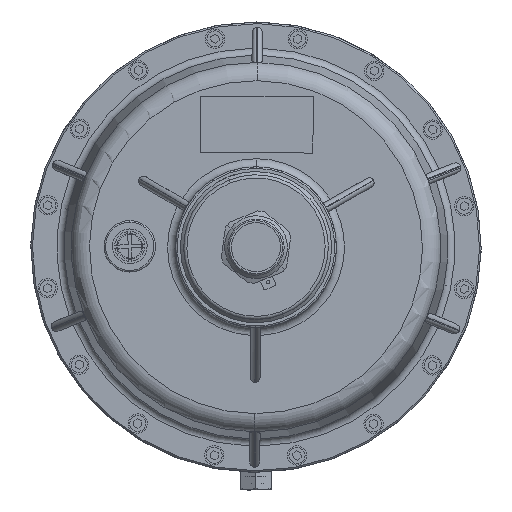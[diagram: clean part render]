
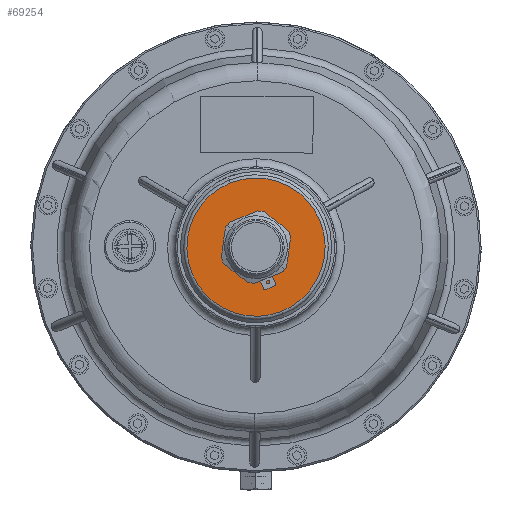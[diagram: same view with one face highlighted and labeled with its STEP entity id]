
A CAD part, front view. The second image highlights one B-rep face of the part: STEP entity #69254.
In plain terms, the highlighted planar face has unit normal (0, -1, 0).
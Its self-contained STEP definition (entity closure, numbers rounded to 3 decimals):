
#1999 = CARTESIAN_POINT ( 'NONE',  ( -45.591, -196.528, 532.035 ) ) ;
#3729 = DIRECTION ( 'NONE',  ( -0.37, 0., 0.929 ) ) ;
#4562 = CIRCLE ( 'NONE', #62772, 43. ) ;
#9383 = AXIS2_PLACEMENT_3D ( 'NONE', #99538, #29517, #53671 ) ;
#10990 = CARTESIAN_POINT ( 'NONE',  ( -39.52, -196.528, 516.8 ) ) ;
#11332 = CARTESIAN_POINT ( 'NONE',  ( -39.52, -196.528, 516.8 ) ) ;
#12852 = CARTESIAN_POINT ( 'NONE',  ( -33.448, -196.528, 501.565 ) ) ;
#14039 = EDGE_LOOP ( 'NONE', ( #74305, #97005 ) ) ;
#15639 = AXIS2_PLACEMENT_3D ( 'NONE', #10990, #88514, #65589 ) ;
#15908 = VERTEX_POINT ( 'NONE', #12852 ) ;
#19729 = FACE_OUTER_BOUND ( 'NONE', #30125, .T. ) ;
#20892 = FACE_BOUND ( 'NONE', #14039, .T. ) ;
#23148 = AXIS2_PLACEMENT_3D ( 'NONE', #41762, #26111, #63959 ) ;
#24685 = CARTESIAN_POINT ( 'NONE',  ( -39.52, -196.528, 516.8 ) ) ;
#26111 = DIRECTION ( 'NONE',  ( 0., -1., 0. ) ) ;
#29517 = DIRECTION ( 'NONE',  ( 0., -1., 0. ) ) ;
#30081 = VERTEX_POINT ( 'NONE', #30364 ) ;
#30125 = EDGE_LOOP ( 'NONE', ( #69017, #100113 ) ) ;
#30364 = CARTESIAN_POINT ( 'NONE',  ( -23.601, -196.528, 476.855 ) ) ;
#37904 = CIRCLE ( 'NONE', #23148, 43. ) ;
#40369 = DIRECTION ( 'NONE',  ( -0.37, 0., 0.929 ) ) ;
#41762 = CARTESIAN_POINT ( 'NONE',  ( -39.52, -196.528, 516.8 ) ) ;
#44099 = EDGE_CURVE ( 'NONE', #15908, #46584, #84439, .T. ) ;
#44213 = CARTESIAN_POINT ( 'NONE',  ( -55.438, -196.528, 556.745 ) ) ;
#44817 = PLANE ( 'NONE',  #9383 ) ;
#46584 = VERTEX_POINT ( 'NONE', #1999 ) ;
#50547 = AXIS2_PLACEMENT_3D ( 'NONE', #11332, #57062, #3729 ) ;
#53671 = DIRECTION ( 'NONE',  ( -0.37, 0., 0.929 ) ) ;
#57062 = DIRECTION ( 'NONE',  ( 0., -1., 0. ) ) ;
#60142 = EDGE_CURVE ( 'NONE', #46584, #15908, #64022, .T. ) ;
#62772 = AXIS2_PLACEMENT_3D ( 'NONE', #24685, #95383, #40369 ) ;
#63169 = EDGE_CURVE ( 'NONE', #93021, #30081, #37904, .T. ) ;
#63959 = DIRECTION ( 'NONE',  ( -0.37, 0., 0.929 ) ) ;
#64022 = CIRCLE ( 'NONE', #15639, 16.4 ) ;
#65589 = DIRECTION ( 'NONE',  ( -0.37, 0., 0.929 ) ) ;
#69017 = ORIENTED_EDGE ( 'NONE', *, *, #63169, .T. ) ;
#69254 = ADVANCED_FACE ( 'NONE', ( #19729, #20892 ), #44817, .T. ) ;
#74305 = ORIENTED_EDGE ( 'NONE', *, *, #44099, .F. ) ;
#84439 = CIRCLE ( 'NONE', #50547, 16.4 ) ;
#86340 = EDGE_CURVE ( 'NONE', #30081, #93021, #4562, .T. ) ;
#88514 = DIRECTION ( 'NONE',  ( 0., -1., 0. ) ) ;
#93021 = VERTEX_POINT ( 'NONE', #44213 ) ;
#95383 = DIRECTION ( 'NONE',  ( 0., -1., 0. ) ) ;
#97005 = ORIENTED_EDGE ( 'NONE', *, *, #60142, .F. ) ;
#99538 = CARTESIAN_POINT ( 'NONE',  ( -39.52, -196.528, 516.8 ) ) ;
#100113 = ORIENTED_EDGE ( 'NONE', *, *, #86340, .T. ) ;
